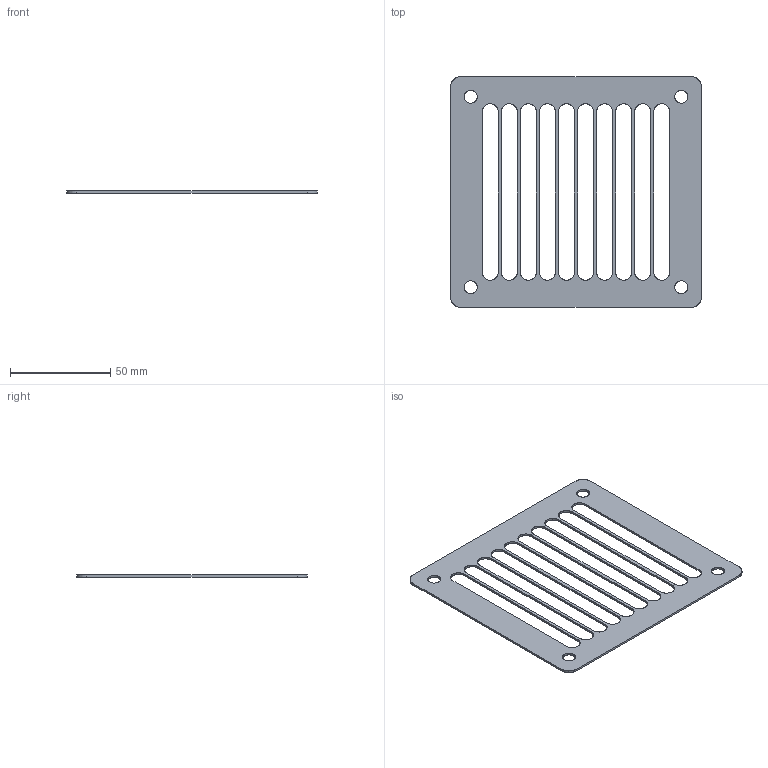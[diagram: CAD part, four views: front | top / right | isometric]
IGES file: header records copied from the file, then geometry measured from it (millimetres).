
Start section: SolidWorks IGES file using analytic representation for surfaces
Global section: file name: 5RE0109_Outlet Guard DIC 100.IGS; native system: SolidWorks 2018; preprocessor: SolidWorks 2018; author: binatti; date: 220310.090305; units: millimetre
Bounding box: 125 x 115 x 1 mm (x, y, z)
Surface area: 17040.7 mm2 (no closed solid volume)
Topology: 0 solids, 0 shells, 58 faces, 1232 edges, 1232 vertices
Faces by surface type: revolution 32, bspline 26
